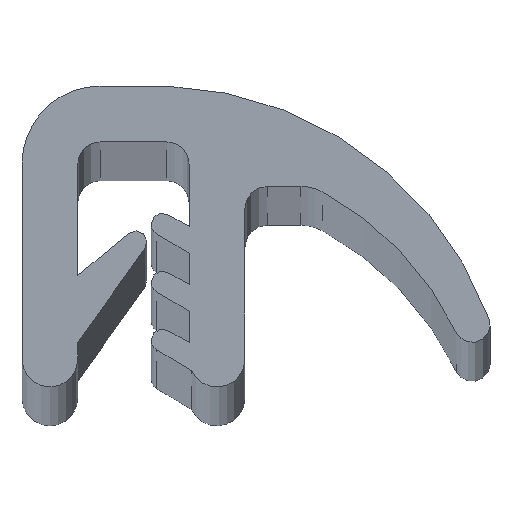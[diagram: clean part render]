
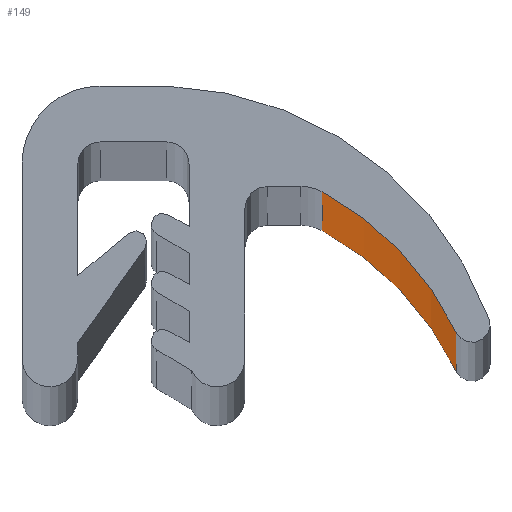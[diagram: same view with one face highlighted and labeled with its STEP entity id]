
A CAD part, top view. The second image highlights one B-rep face of the part: STEP entity #149.
In plain terms, the highlighted cylindrical face has radius 14 mm (diameter 28 mm), a partial arc.
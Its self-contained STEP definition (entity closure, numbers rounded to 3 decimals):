
#4 = VECTOR ( 'NONE', #691, 1000. ) ;
#19 = FACE_OUTER_BOUND ( 'NONE', #1057, .T. ) ;
#65 = CIRCLE ( 'NONE', #972, 14. ) ;
#66 = CIRCLE ( 'NONE', #974, 14. ) ;
#121 = EDGE_CURVE ( 'NONE', #311, #396, #65, .T. ) ;
#122 = EDGE_CURVE ( 'NONE', #309, #387, #66, .T. ) ;
#130 = EDGE_CURVE ( 'NONE', #311, #309, #689, .T. ) ;
#149 = ADVANCED_FACE ( 'NONE', ( #19 ), #1283, .F. ) ;
#309 = VERTEX_POINT ( 'NONE', #762 ) ;
#311 = VERTEX_POINT ( 'NONE', #764 ) ;
#342 = ORIENTED_EDGE ( 'NONE', *, *, #130, .T. ) ;
#344 = ORIENTED_EDGE ( 'NONE', *, *, #1237, .F. ) ;
#345 = ORIENTED_EDGE ( 'NONE', *, *, #122, .T. ) ;
#346 = ORIENTED_EDGE ( 'NONE', *, *, #121, .F. ) ;
#387 = VERTEX_POINT ( 'NONE', #795 ) ;
#396 = VERTEX_POINT ( 'NONE', #804 ) ;
#661 = CARTESIAN_POINT ( 'NONE',  ( 1.843, -17.073, 500. ) ) ;
#662 = DIRECTION ( 'NONE',  ( 0., 0., -1. ) ) ;
#663 = DIRECTION ( 'NONE',  ( 1., 0., 0. ) ) ;
#664 = CARTESIAN_POINT ( 'NONE',  ( 1.843, -17.073, -500. ) ) ;
#665 = DIRECTION ( 'NONE',  ( 0., 0., -1. ) ) ;
#666 = DIRECTION ( 'NONE',  ( 1., 0., 0. ) ) ;
#689 = LINE ( 'NONE', #690, #4 ) ;
#690 = CARTESIAN_POINT ( 'NONE',  ( 8.464, -4.738, 500. ) ) ;
#691 = DIRECTION ( 'NONE',  ( 0., 0., -1. ) ) ;
#745 = CARTESIAN_POINT ( 'NONE',  ( 1.843, -17.073, 500. ) ) ;
#746 = DIRECTION ( 'NONE',  ( 0., 0., -1. ) ) ;
#747 = DIRECTION ( 'NONE',  ( -1., 0., 0. ) ) ;
#762 = CARTESIAN_POINT ( 'NONE',  ( 8.464, -4.738, -500. ) ) ;
#764 = CARTESIAN_POINT ( 'NONE',  ( 8.464, -4.738, 500. ) ) ;
#795 = CARTESIAN_POINT ( 'NONE',  ( 14.478, -11.044, -500. ) ) ;
#804 = CARTESIAN_POINT ( 'NONE',  ( 14.478, -11.044, 500. ) ) ;
#867 = LINE ( 'NONE', #868, #1280 ) ;
#868 = CARTESIAN_POINT ( 'NONE',  ( 14.478, -11.044, 500. ) ) ;
#869 = DIRECTION ( 'NONE',  ( 0., 0., -1. ) ) ;
#972 = AXIS2_PLACEMENT_3D ( 'NONE', #661, #662, #663 ) ;
#974 = AXIS2_PLACEMENT_3D ( 'NONE', #664, #665, #666 ) ;
#1057 = EDGE_LOOP ( 'NONE', ( #345, #344, #346, #342 ) ) ;
#1237 = EDGE_CURVE ( 'NONE', #396, #387, #867, .T. ) ;
#1280 = VECTOR ( 'NONE', #869, 1000. ) ;
#1283 = CYLINDRICAL_SURFACE ( 'NONE', #1285, 14. ) ;
#1285 = AXIS2_PLACEMENT_3D ( 'NONE', #745, #746, #747 ) ;
